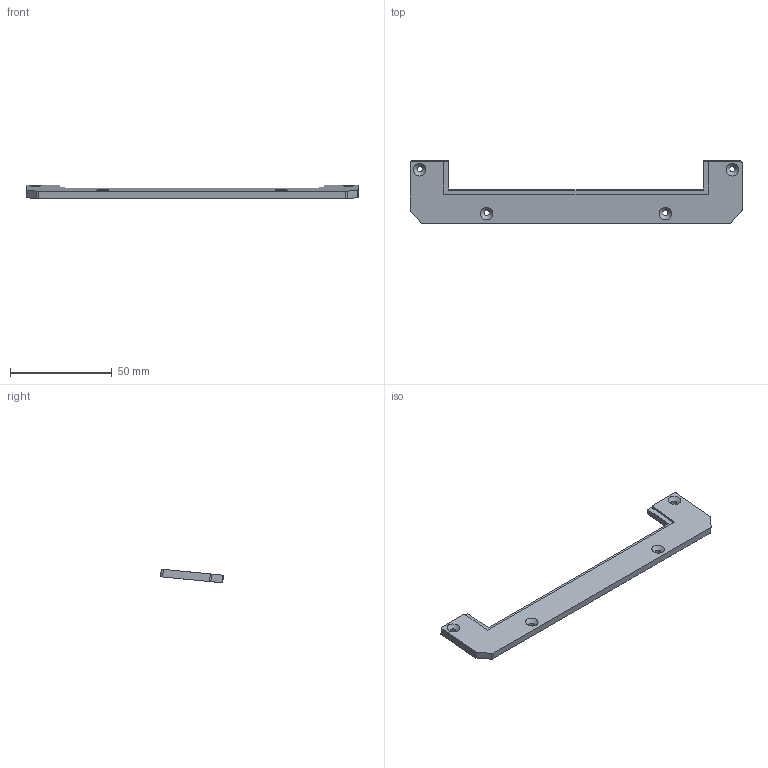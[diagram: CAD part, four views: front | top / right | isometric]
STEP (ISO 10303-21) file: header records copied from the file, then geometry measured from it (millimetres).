
FILE_DESCRIPTION( ( '' ), ' ' );
FILE_NAME( '5cb90f51b45d2015bd0bf336.step', '2019-04-18T23:59:13', ( '' ), ( '' ), ' ', ' ', ' ' );
FILE_SCHEMA( ( 'AUTOMOTIVE_DESIGN { 1 0 10303 214 1 1 1 1 }' ) );
Length unit declared in the file: metre
Products named in the file (1): Part 2
Bounding box: 163.54 x 30.97 x 6.71 mm (x, y, z)
Volume: 11492.7 mm3; surface area: 7990.9 mm2
Topology: 1 solids, 1 shells, 32 faces, 86 edges, 56 vertices
Faces by surface type: plane 14, cylinder 12, cone 4, extrusion 2
Full cylindrical faces by diameter (mm): 2.7 x4
Entity records: 1280 total; most frequent: CARTESIAN_POINT 201, DIRECTION 166, ORIENTED_EDGE 156, EDGE_CURVE 78, AXIS2_PLACEMENT_3D 59, VERTEX_POINT 56, EDGE_LOOP 48, VECTOR 48
